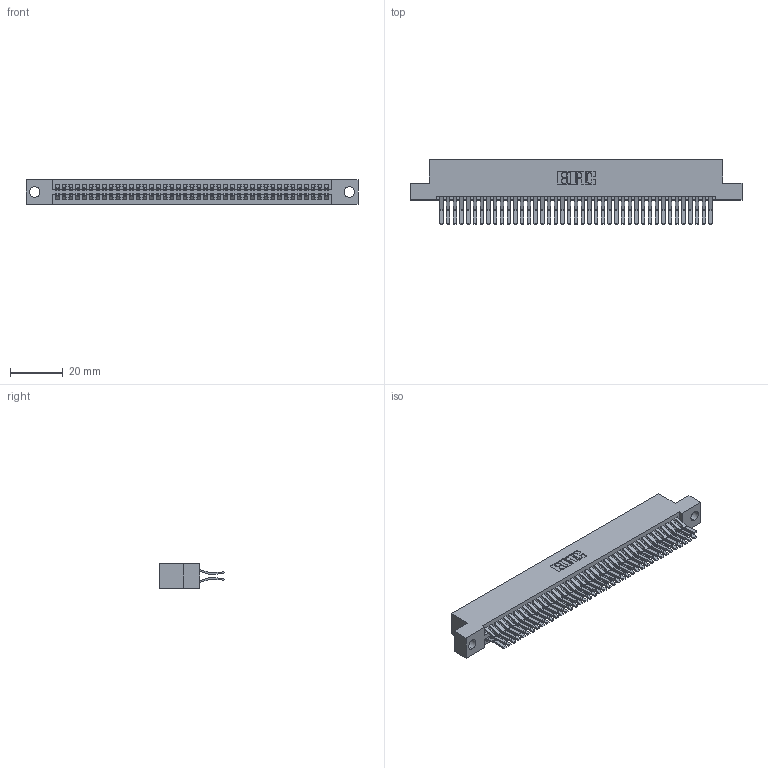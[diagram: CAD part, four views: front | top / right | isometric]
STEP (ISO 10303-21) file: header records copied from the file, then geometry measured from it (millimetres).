
FILE_DESCRIPTION (( 'STEP AP203' ), '1' );
FILE_NAME ('395-082-560-204.STEP', '2021-06-17T08:01:39', ( '' ), ( '' ), 'SwSTEP 2.0', 'SolidWorks 2020', '' );
FILE_SCHEMA (( 'CONFIG_CONTROL_DESIGN' ));
Length unit declared in the file: inch
Products named in the file (3): 345-292-001_560 Tail; 395-082-560-204; 345 Part_Flush Mounting Lugs - 0.156 Dia-TI
Assembly tree (83 placements, depth 2):
  395-082-560-204
    345 Part_Flush Mounting Lugs - 0.156 Dia-TI
    345-292-001_560 Tail  x82
Bounding box: 125.35 x 24.45 x 9.4 mm (x, y, z)
Volume: 12598.8 mm3; surface area: 19837.7 mm2
Topology: 83 solids, 83 shells, 4404 faces, 13087 edges, 8614 vertices
Faces by surface type: plane 2800, cylinder 1604
Entity records: 32811 total; most frequent: CARTESIAN_POINT 5506, ORIENTED_EDGE 5438, DIRECTION 4859, EDGE_CURVE 2719, VECTOR 2419, LINE 2419, VERTEX_POINT 1810, AXIS2_PLACEMENT_3D 1220
